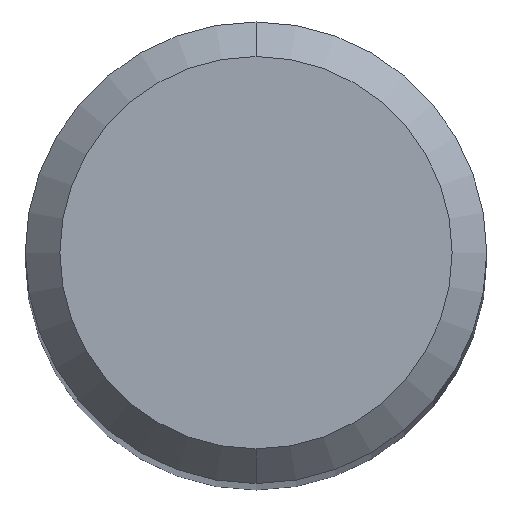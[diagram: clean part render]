
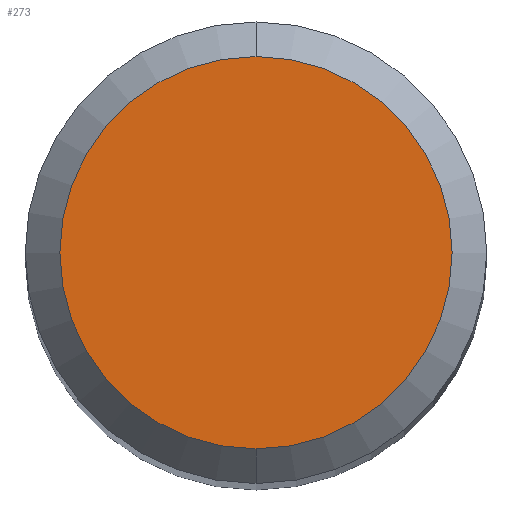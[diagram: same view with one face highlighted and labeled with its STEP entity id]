
A CAD part, top view. The second image highlights one B-rep face of the part: STEP entity #273.
In plain terms, the highlighted planar face has unit normal (0, 0, 1).
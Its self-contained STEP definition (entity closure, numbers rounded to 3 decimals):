
#239=EDGE_CURVE('',#437,#457,#564,.T.);
#273=ADVANCED_FACE('',(#601),#602,.T.);
#327=EDGE_CURVE('',#457,#437,#659,.T.);
#437=VERTEX_POINT('',#778);
#457=VERTEX_POINT('',#803);
#564=CIRCLE('',#952,1.7);
#601=FACE_OUTER_BOUND('',#1006,.T.);
#602=PLANE('',#1007);
#659=CIRCLE('',#1108,1.7);
#778=CARTESIAN_POINT('',(0.,-1.7,0.0));
#803=CARTESIAN_POINT('',(0.0,1.7,0.0));
#952=AXIS2_PLACEMENT_3D('',#1583,#1584,#1585);
#1006=EDGE_LOOP('',(#1628,#1629));
#1007=AXIS2_PLACEMENT_3D('',#1630,#1631,#1632);
#1108=AXIS2_PLACEMENT_3D('',#1670,#1671,#1672);
#1583=CARTESIAN_POINT('',(0.0,0.0,0.0));
#1584=DIRECTION('',(0.0,0.0,-1.0));
#1585=DIRECTION('',(0.0,1.0,0.0));
#1628=ORIENTED_EDGE('',*,*,#327,.F.);
#1629=ORIENTED_EDGE('',*,*,#239,.F.);
#1630=CARTESIAN_POINT('',(0.0,0.85,0.0));
#1631=DIRECTION('',(-0.0,0.0,1.0));
#1632=DIRECTION('',(0.0,-1.0,0.0));
#1670=CARTESIAN_POINT('',(0.0,0.0,0.0));
#1671=DIRECTION('',(0.0,0.0,-1.0));
#1672=DIRECTION('',(0.0,1.0,0.0));
